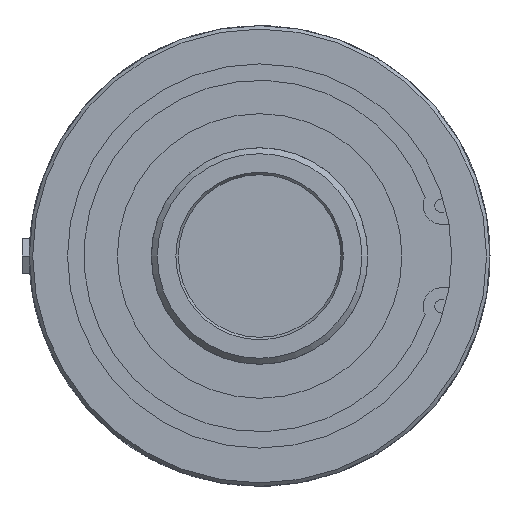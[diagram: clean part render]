
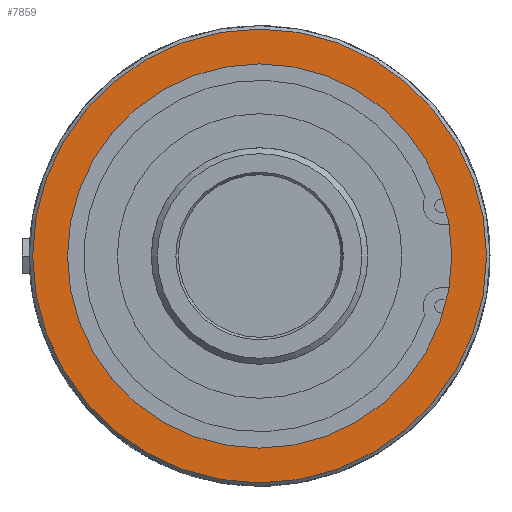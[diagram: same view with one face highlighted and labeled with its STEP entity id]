
A CAD part, left-side view. The second image highlights one B-rep face of the part: STEP entity #7859.
In plain terms, the highlighted planar face has unit normal (-1, 0, 0).
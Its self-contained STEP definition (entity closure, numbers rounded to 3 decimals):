
#97=FACE_BOUND('',#1510,.T.);
#628=PLANE('',#8431);
#1025=FACE_OUTER_BOUND('',#1509,.T.);
#1509=EDGE_LOOP('',(#7125));
#1510=EDGE_LOOP('',(#7126,#7127));
#3072=CIRCLE('',#8429,53.2);
#3073=CIRCLE('',#8432,45.035);
#3074=CIRCLE('',#8433,45.035);
#3824=VERTEX_POINT('',#59293);
#3825=VERTEX_POINT('',#59298);
#3826=VERTEX_POINT('',#59299);
#4943=EDGE_CURVE('',#3824,#3824,#3072,.T.);
#4944=EDGE_CURVE('',#3825,#3826,#3073,.T.);
#4945=EDGE_CURVE('',#3826,#3825,#3074,.T.);
#7125=ORIENTED_EDGE('',*,*,#4943,.F.);
#7126=ORIENTED_EDGE('',*,*,#4944,.T.);
#7127=ORIENTED_EDGE('',*,*,#4945,.T.);
#7859=ADVANCED_FACE('',(#1025,#97),#628,.F.);
#8429=AXIS2_PLACEMENT_3D('',#59295,#9890,#9891);
#8431=AXIS2_PLACEMENT_3D('',#59297,#9894,#9895);
#8432=AXIS2_PLACEMENT_3D('',#59300,#9896,#9897);
#8433=AXIS2_PLACEMENT_3D('',#59301,#9898,#9899);
#9890=DIRECTION('center_axis',(1.,0.,0.));
#9891=DIRECTION('ref_axis',(0.,-1.,0.));
#9894=DIRECTION('center_axis',(1.,0.,0.));
#9895=DIRECTION('ref_axis',(0.,0.,-1.));
#9896=DIRECTION('center_axis',(1.,0.,0.));
#9897=DIRECTION('ref_axis',(0.,1.,0.));
#9898=DIRECTION('center_axis',(1.,0.,0.));
#9899=DIRECTION('ref_axis',(0.,1.,0.));
#59293=CARTESIAN_POINT('',(2.,53.2,0.));
#59295=CARTESIAN_POINT('Origin',(2.,0.,0.));
#59297=CARTESIAN_POINT('Origin',(2.,27.,0.));
#59298=CARTESIAN_POINT('',(2.,45.035,0.));
#59299=CARTESIAN_POINT('',(2.,-45.035,0.));
#59300=CARTESIAN_POINT('Origin',(2.,0.,0.));
#59301=CARTESIAN_POINT('Origin',(2.,0.,0.));
